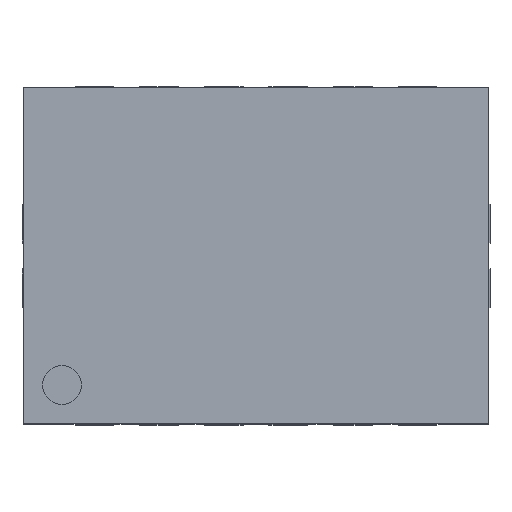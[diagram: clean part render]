
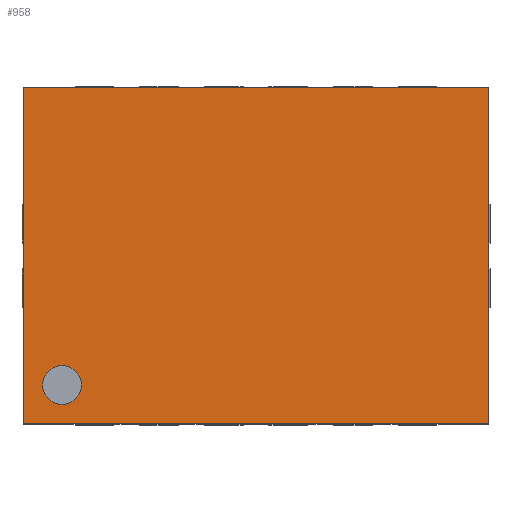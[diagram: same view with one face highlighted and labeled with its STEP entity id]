
A CAD part, top view. The second image highlights one B-rep face of the part: STEP entity #958.
In plain terms, the highlighted planar face has unit normal (0, 0, 1).
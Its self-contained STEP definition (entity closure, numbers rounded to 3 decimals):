
#35 = VERTEX_POINT('',#36);
#36 = CARTESIAN_POINT('',(-1.5,-1.15,1.075));
#42 = EDGE_CURVE('',#43,#35,#45,.T.);
#43 = VERTEX_POINT('',#44);
#44 = CARTESIAN_POINT('',(-1.5,-0.85,1.075));
#45 = CIRCLE('',#46,0.15);
#46 = AXIS2_PLACEMENT_3D('',#47,#48,#49);
#47 = CARTESIAN_POINT('',(-1.5,-1.,1.075));
#48 = DIRECTION('',(0.,0.,1.));
#49 = DIRECTION('',(0.,-1.,0.));
#401 = VERTEX_POINT('',#402);
#402 = CARTESIAN_POINT('',(1.8,1.3,1.075));
#408 = EDGE_CURVE('',#409,#401,#411,.T.);
#409 = VERTEX_POINT('',#410);
#410 = CARTESIAN_POINT('',(1.8,-1.3,1.075));
#411 = LINE('',#412,#413);
#412 = CARTESIAN_POINT('',(1.8,1.3,1.075));
#413 = VECTOR('',#414,1.);
#414 = DIRECTION('',(0.,1.,0.));
#569 = VERTEX_POINT('',#570);
#570 = CARTESIAN_POINT('',(-1.8,1.3,1.075));
#576 = EDGE_CURVE('',#401,#569,#577,.T.);
#577 = LINE('',#578,#579);
#578 = CARTESIAN_POINT('',(-1.8,1.3,1.075));
#579 = VECTOR('',#580,1.);
#580 = DIRECTION('',(-1.,0.,0.));
#696 = VERTEX_POINT('',#697);
#697 = CARTESIAN_POINT('',(-1.8,-1.3,1.075));
#703 = EDGE_CURVE('',#569,#696,#704,.T.);
#704 = LINE('',#705,#706);
#705 = CARTESIAN_POINT('',(-1.8,1.3,1.075));
#706 = VECTOR('',#707,1.);
#707 = DIRECTION('',(0.,-1.,0.));
#885 = EDGE_CURVE('',#696,#409,#886,.T.);
#886 = LINE('',#887,#888);
#887 = CARTESIAN_POINT('',(-1.8,-1.3,1.075));
#888 = VECTOR('',#889,1.);
#889 = DIRECTION('',(1.,0.,0.));
#958 = ADVANCED_FACE('',(#959,#969),#975,.T.);
#959 = FACE_BOUND('',#960,.T.);
#960 = EDGE_LOOP('',(#961,#968));
#961 = ORIENTED_EDGE('',*,*,#962,.F.);
#962 = EDGE_CURVE('',#35,#43,#963,.T.);
#963 = CIRCLE('',#964,0.15);
#964 = AXIS2_PLACEMENT_3D('',#965,#966,#967);
#965 = CARTESIAN_POINT('',(-1.5,-1.,1.075));
#966 = DIRECTION('',(0.,0.,1.));
#967 = DIRECTION('',(0.,-1.,0.));
#968 = ORIENTED_EDGE('',*,*,#42,.F.);
#969 = FACE_BOUND('',#970,.T.);
#970 = EDGE_LOOP('',(#971,#972,#973,#974));
#971 = ORIENTED_EDGE('',*,*,#408,.T.);
#972 = ORIENTED_EDGE('',*,*,#576,.T.);
#973 = ORIENTED_EDGE('',*,*,#703,.T.);
#974 = ORIENTED_EDGE('',*,*,#885,.T.);
#975 = PLANE('',#976);
#976 = AXIS2_PLACEMENT_3D('',#977,#978,#979);
#977 = CARTESIAN_POINT('',(0.,0.,
    1.075));
#978 = DIRECTION('',(0.,0.,1.));
#979 = DIRECTION('',(0.,-1.,0.));
